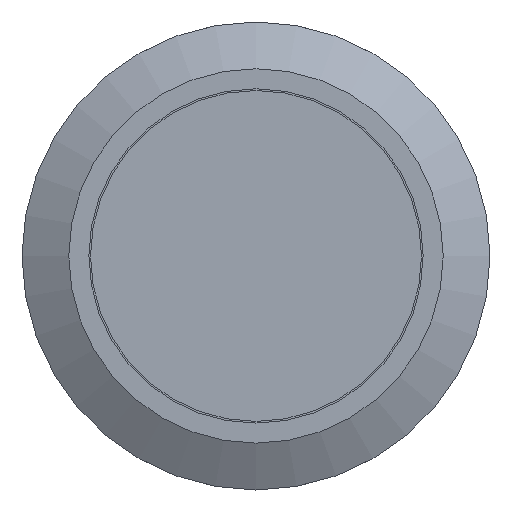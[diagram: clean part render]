
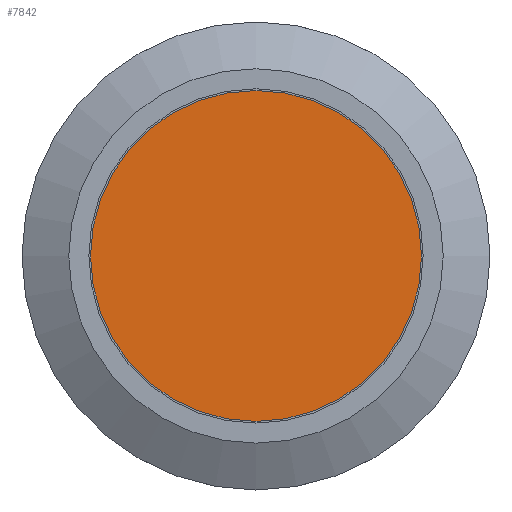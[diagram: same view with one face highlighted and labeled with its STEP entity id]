
A CAD part, top view. The second image highlights one B-rep face of the part: STEP entity #7842.
In plain terms, the highlighted planar face has unit normal (0, 0, 1).
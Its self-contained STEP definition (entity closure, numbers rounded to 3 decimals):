
#337=PLANE('',#8582);
#770=FACE_OUTER_BOUND('',#1244,.T.);
#1244=EDGE_LOOP('',(#6778));
#1651=CIRCLE('',#8583,9.9);
#3790=VERTEX_POINT('',#13205);
#4815=EDGE_CURVE('',#3790,#3790,#1651,.T.);
#6778=ORIENTED_EDGE('',*,*,#4815,.T.);
#7842=ADVANCED_FACE('',(#770),#337,.F.);
#8582=AXIS2_PLACEMENT_3D('',#13204,#10576,#10577);
#8583=AXIS2_PLACEMENT_3D('',#13206,#10578,#10579);
#10576=DIRECTION('center_axis',(0.,0.,
-1.));
#10577=DIRECTION('ref_axis',(0.,1.,0.));
#10578=DIRECTION('center_axis',(0.,0.,
1.));
#10579=DIRECTION('ref_axis',(0.,1.,0.));
#13204=CARTESIAN_POINT('Origin',(0.,0.,
269.59));
#13205=CARTESIAN_POINT('',(0.,9.9,269.59));
#13206=CARTESIAN_POINT('Origin',(0.,0.,
269.59));
